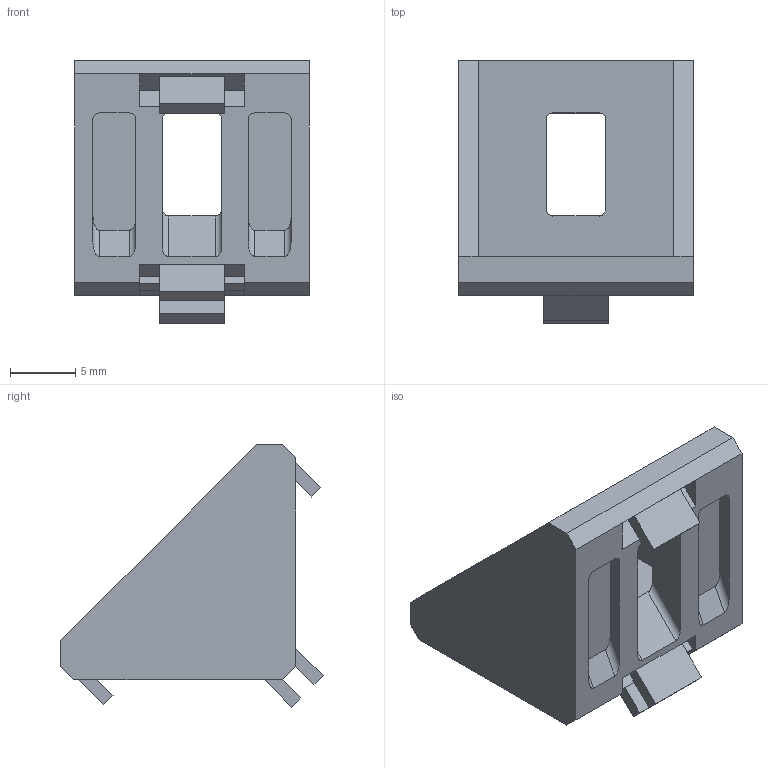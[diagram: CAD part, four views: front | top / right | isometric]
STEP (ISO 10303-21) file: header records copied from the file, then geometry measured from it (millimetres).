
FILE_DESCRIPTION (( 'STEP AP214' ), '1' );
FILE_NAME ('SNSS.30.70.28 Óãëîâîé àëþìèíèåâûé ñîåäèíèòåëü 20õ20, ïàç 6(T01).STEP', '2018-08-10T12:55:00', ( '' ), ( '' ), 'SwSTEP 2.0', 'SolidWorks 2018', '' );
FILE_SCHEMA (( 'AUTOMOTIVE_DESIGN' ));
Length unit declared in the file: millimetre
Products named in the file (1): SNSS.30.70.28 Óãëîâîé àëþìèíèåâûé ñîåäèíèòåëü 20õ20, ïàç 6(T01)
Bounding box: 18 x 20.12 x 20.12 mm (x, y, z)
Volume: 1723.1 mm3; surface area: 2151.2 mm2
Topology: 1 solids, 1 shells, 103 faces, 273 edges, 178 vertices
Faces by surface type: plane 79, cylinder 24
Entity records: 3177 total; most frequent: CARTESIAN_POINT 627, ORIENTED_EDGE 546, DIRECTION 481, EDGE_CURVE 273, LINE 225, VECTOR 225, VERTEX_POINT 178, AXIS2_PLACEMENT_3D 128
